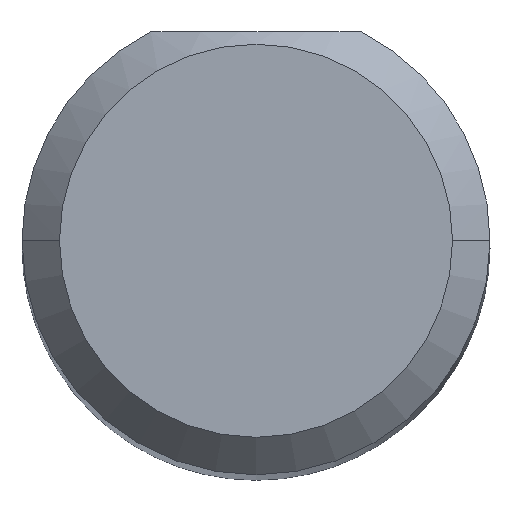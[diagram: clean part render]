
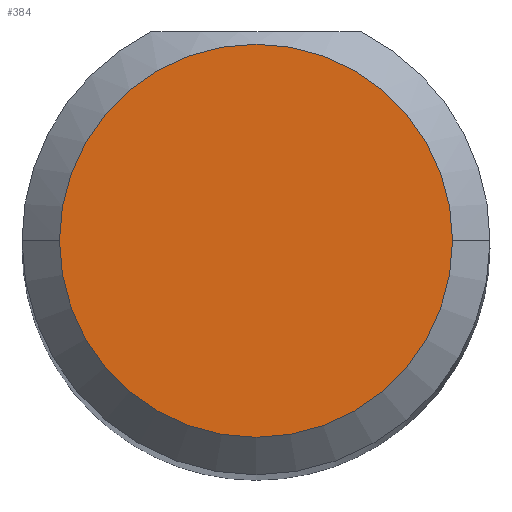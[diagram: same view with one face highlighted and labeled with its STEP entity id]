
A CAD part, top view. The second image highlights one B-rep face of the part: STEP entity #384.
In plain terms, the highlighted planar face has unit normal (0, 0, 1).
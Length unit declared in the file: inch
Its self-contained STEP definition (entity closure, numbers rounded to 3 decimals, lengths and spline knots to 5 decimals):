
#42 = CARTESIAN_POINT ( 'NONE',  ( 0., 0., 2. ) ) ;
#51 = DIRECTION ( 'NONE',  ( 0., 0., 1. ) ) ;
#90 = PLANE ( 'NONE',  #188 ) ;
#100 = DIRECTION ( 'NONE',  ( 1., 0., 0. ) ) ;
#129 = VERTEX_POINT ( 'NONE', #445 ) ;
#150 = AXIS2_PLACEMENT_3D ( 'NONE', #189, #441, #357 ) ;
#151 = CIRCLE ( 'NONE', #150, 0.07875 ) ;
#155 = DIRECTION ( 'NONE',  ( 1., 0., 0. ) ) ;
#173 = ORIENTED_EDGE ( 'NONE', *, *, #374, .T. ) ;
#188 = AXIS2_PLACEMENT_3D ( 'NONE', #416, #500, #155 ) ;
#189 = CARTESIAN_POINT ( 'NONE',  ( 0., 0., 2. ) ) ;
#193 = CARTESIAN_POINT ( 'NONE',  ( -0.07875, 0., 2. ) ) ;
#266 = EDGE_CURVE ( 'NONE', #129, #424, #291, .T. ) ;
#291 = CIRCLE ( 'NONE', #426, 0.07875 ) ;
#349 = ORIENTED_EDGE ( 'NONE', *, *, #266, .T. ) ;
#357 = DIRECTION ( 'NONE',  ( 1., 0., 0. ) ) ;
#374 = EDGE_CURVE ( 'NONE', #424, #129, #151, .T. ) ;
#384 = ADVANCED_FACE ( 'NONE', ( #535 ), #90, .T. ) ;
#416 = CARTESIAN_POINT ( 'NONE',  ( 0., 0., 2. ) ) ;
#424 = VERTEX_POINT ( 'NONE', #193 ) ;
#426 = AXIS2_PLACEMENT_3D ( 'NONE', #42, #51, #100 ) ;
#441 = DIRECTION ( 'NONE',  ( 0., 0., 1. ) ) ;
#445 = CARTESIAN_POINT ( 'NONE',  ( 0.07875, 0., 2. ) ) ;
#466 = EDGE_LOOP ( 'NONE', ( #173, #349 ) ) ;
#500 = DIRECTION ( 'NONE',  ( 0., 0., 1. ) ) ;
#535 = FACE_OUTER_BOUND ( 'NONE', #466, .T. ) ;
